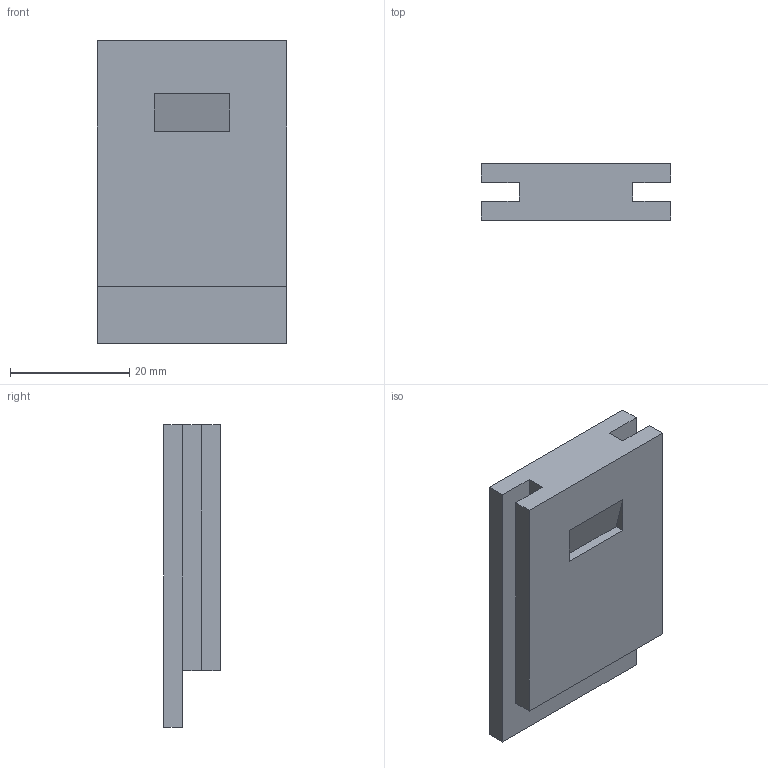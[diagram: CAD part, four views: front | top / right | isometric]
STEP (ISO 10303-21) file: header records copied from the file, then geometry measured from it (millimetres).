
FILE_DESCRIPTION (( 'STEP AP214' ), '1' );
FILE_NAME ('Pylon Clip Mount_With Spring Idea-Intersect6.STEP', '2025-03-19T00:50:05', ( '' ), ( '' ), 'SwSTEP 2.0', 'SolidWorks 2024', '' );
FILE_SCHEMA (( 'AUTOMOTIVE_DESIGN' ));
Length unit declared in the file: inch
Products named in the file (1): Pylon Clip Mount_With Spring Idea-Intersect6
Bounding box: 31.75 x 9.53 x 50.8 mm (x, y, z)
Volume: 11714.2 mm3; surface area: 5677.9 mm2
Topology: 1 solids, 1 shells, 18 faces, 45 edges, 30 vertices
Faces by surface type: plane 18
Entity records: 556 total; most frequent: CARTESIAN_POINT 94, ORIENTED_EDGE 90, DIRECTION 83, EDGE_CURVE 45, LINE 45, VECTOR 45, VERTEX_POINT 30, EDGE_LOOP 19
